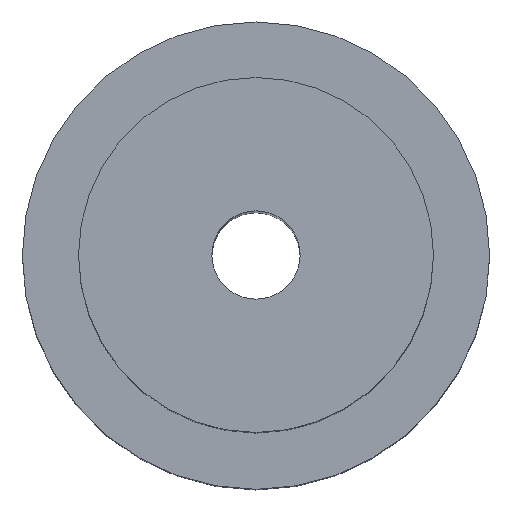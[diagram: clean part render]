
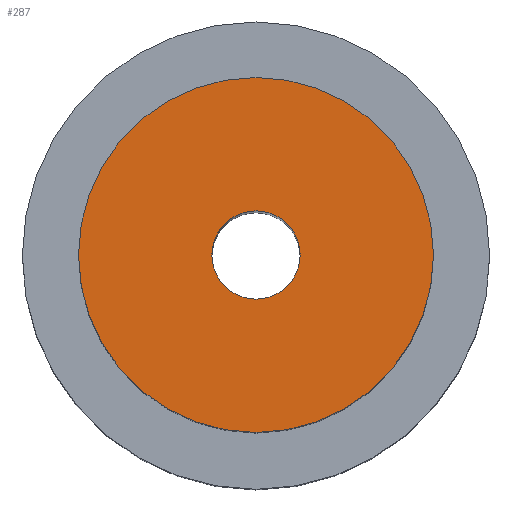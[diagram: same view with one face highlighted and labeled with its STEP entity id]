
A CAD part, top view. The second image highlights one B-rep face of the part: STEP entity #287.
In plain terms, the highlighted planar face has unit normal (0, 0, 1).
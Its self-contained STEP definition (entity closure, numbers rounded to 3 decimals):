
#10 = EDGE_CURVE ( 'NONE', #366, #21, #268, .T. ) ;
#21 = VERTEX_POINT ( 'NONE', #283 ) ;
#22 = EDGE_LOOP ( 'NONE', ( #244, #53 ) ) ;
#28 = CIRCLE ( 'NONE', #179, 18.598 ) ;
#29 = CARTESIAN_POINT ( 'NONE',  ( -18.598, 0., 40. ) ) ;
#50 = VERTEX_POINT ( 'NONE', #29 ) ;
#53 = ORIENTED_EDGE ( 'NONE', *, *, #10, .F. ) ;
#75 = DIRECTION ( 'NONE',  ( 0., 0., 1. ) ) ;
#87 = CIRCLE ( 'NONE', #319, 4.624 ) ;
#103 = ORIENTED_EDGE ( 'NONE', *, *, #216, .T. ) ;
#112 = CARTESIAN_POINT ( 'NONE',  ( 0., 0., 40. ) ) ;
#119 = CARTESIAN_POINT ( 'NONE',  ( 0., 0., 40. ) ) ;
#124 = AXIS2_PLACEMENT_3D ( 'NONE', #112, #75, #142 ) ;
#125 = DIRECTION ( 'NONE',  ( 0., 0., 1. ) ) ;
#127 = CARTESIAN_POINT ( 'NONE',  ( 0., 0., 40. ) ) ;
#142 = DIRECTION ( 'NONE',  ( 1., 0., 0. ) ) ;
#152 = VERTEX_POINT ( 'NONE', #348 ) ;
#156 = CARTESIAN_POINT ( 'NONE',  ( 0., 0., 40. ) ) ;
#170 = ORIENTED_EDGE ( 'NONE', *, *, #334, .T. ) ;
#179 = AXIS2_PLACEMENT_3D ( 'NONE', #127, #125, #383 ) ;
#195 = FACE_OUTER_BOUND ( 'NONE', #264, .T. ) ;
#204 = DIRECTION ( 'NONE',  ( 1., 0., 0. ) ) ;
#212 = CIRCLE ( 'NONE', #260, 18.598 ) ;
#216 = EDGE_CURVE ( 'NONE', #152, #50, #28, .T. ) ;
#221 = DIRECTION ( 'NONE',  ( 1., 0., 0. ) ) ;
#244 = ORIENTED_EDGE ( 'NONE', *, *, #346, .F. ) ;
#249 = FACE_BOUND ( 'NONE', #22, .T. ) ;
#260 = AXIS2_PLACEMENT_3D ( 'NONE', #357, #395, #204 ) ;
#264 = EDGE_LOOP ( 'NONE', ( #170, #103 ) ) ;
#268 = CIRCLE ( 'NONE', #328, 4.624 ) ;
#269 = PLANE ( 'NONE',  #124 ) ;
#283 = CARTESIAN_POINT ( 'NONE',  ( 4.624, 0., 40. ) ) ;
#287 = ADVANCED_FACE ( 'NONE', ( #249, #195 ), #269, .T. ) ;
#314 = DIRECTION ( 'NONE',  ( 1., 0., 0. ) ) ;
#319 = AXIS2_PLACEMENT_3D ( 'NONE', #119, #373, #221 ) ;
#328 = AXIS2_PLACEMENT_3D ( 'NONE', #156, #380, #314 ) ;
#330 = CARTESIAN_POINT ( 'NONE',  ( -4.624, 0., 40. ) ) ;
#334 = EDGE_CURVE ( 'NONE', #50, #152, #212, .T. ) ;
#346 = EDGE_CURVE ( 'NONE', #21, #366, #87, .T. ) ;
#348 = CARTESIAN_POINT ( 'NONE',  ( 18.598, 0., 40. ) ) ;
#357 = CARTESIAN_POINT ( 'NONE',  ( 0., 0., 40. ) ) ;
#366 = VERTEX_POINT ( 'NONE', #330 ) ;
#373 = DIRECTION ( 'NONE',  ( 0., 0., 1. ) ) ;
#380 = DIRECTION ( 'NONE',  ( 0., 0., 1. ) ) ;
#383 = DIRECTION ( 'NONE',  ( 1., 0., 0. ) ) ;
#395 = DIRECTION ( 'NONE',  ( 0., 0., 1. ) ) ;
